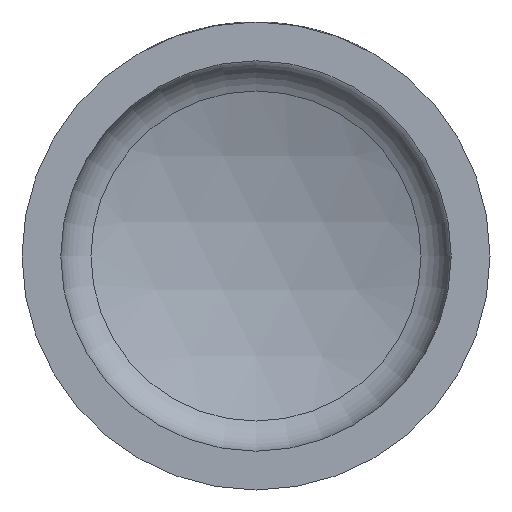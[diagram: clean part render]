
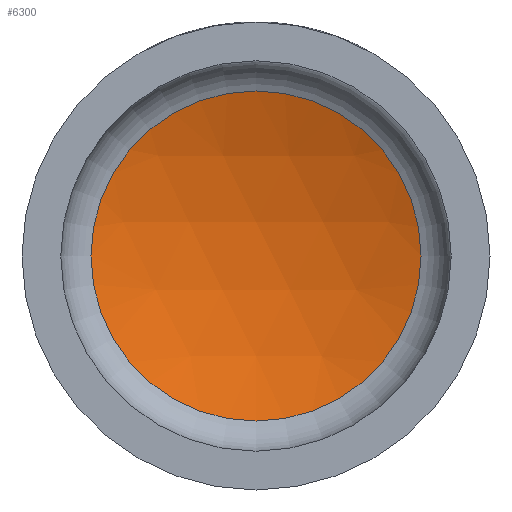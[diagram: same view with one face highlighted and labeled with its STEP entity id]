
A CAD part, front view. The second image highlights one B-rep face of the part: STEP entity #6300.
In plain terms, the highlighted spherical face has radius 60.3 mm.
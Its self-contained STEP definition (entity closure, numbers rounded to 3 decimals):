
#36 = DIRECTION ( 'NONE',  ( 1., 0., 0. ) ) ;
#118 = CARTESIAN_POINT ( 'NONE',  ( 0., 23.614, -21.266 ) ) ;
#4021 = EDGE_LOOP ( 'NONE', ( #4383 ) ) ;
#4071 = DIRECTION ( 'NONE',  ( 0., 0., -1. ) ) ;
#4383 = ORIENTED_EDGE ( 'NONE', *, *, #13132, .T. ) ;
#6078 = VERTEX_POINT ( 'NONE', #118 ) ;
#6284 = DIRECTION ( 'NONE',  ( 0., 0., 1. ) ) ;
#6300 = ADVANCED_FACE ( 'NONE', ( #10449 ), #18146, .F. ) ;
#8304 = AXIS2_PLACEMENT_3D ( 'NONE', #9497, #6284, #36 ) ;
#9497 = CARTESIAN_POINT ( 'NONE',  ( 0., -32.811, 0. ) ) ;
#10449 = FACE_OUTER_BOUND ( 'NONE', #4021, .T. ) ;
#10603 = CARTESIAN_POINT ( 'NONE',  ( 0., 23.614, 0. ) ) ;
#10625 = AXIS2_PLACEMENT_3D ( 'NONE', #10603, #16868, #4071 ) ;
#12473 = CIRCLE ( 'NONE', #10625, 21.266 ) ;
#13132 = EDGE_CURVE ( 'NONE', #6078, #6078, #12473, .T. ) ;
#16868 = DIRECTION ( 'NONE',  ( 0., -1., 0. ) ) ;
#18146 = SPHERICAL_SURFACE ( 'NONE', #8304, 60.3 ) ;
